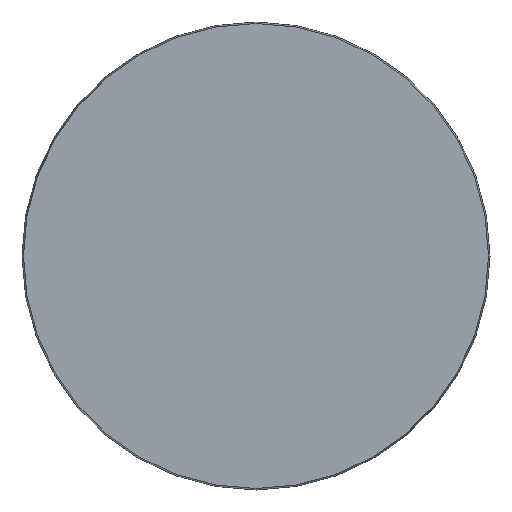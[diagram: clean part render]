
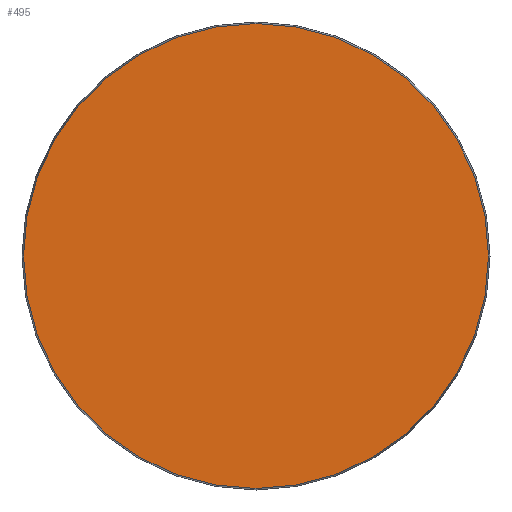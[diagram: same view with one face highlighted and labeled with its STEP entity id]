
A CAD part, front view. The second image highlights one B-rep face of the part: STEP entity #495.
In plain terms, the highlighted planar face has unit normal (0, -1, 0).
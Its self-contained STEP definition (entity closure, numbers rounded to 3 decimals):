
#78 = CIRCLE ( 'NONE', #272, 88.425 ) ;
#123 = VERTEX_POINT ( 'NONE', #126 ) ;
#126 = CARTESIAN_POINT ( 'NONE',  ( 0., 0., -88.425 ) ) ;
#245 = EDGE_LOOP ( 'NONE', ( #283 ) ) ;
#259 = CARTESIAN_POINT ( 'NONE',  ( -88.425, 0., 0. ) ) ;
#263 = PLANE ( 'NONE',  #435 ) ;
#272 = AXIS2_PLACEMENT_3D ( 'NONE', #350, #590, #354 ) ;
#283 = ORIENTED_EDGE ( 'NONE', *, *, #342, .T. ) ;
#342 = EDGE_CURVE ( 'NONE', #123, #123, #78, .T. ) ;
#350 = CARTESIAN_POINT ( 'NONE',  ( 0., 0., 0. ) ) ;
#354 = DIRECTION ( 'NONE',  ( 0., 0., -1. ) ) ;
#383 = FACE_OUTER_BOUND ( 'NONE', #245, .T. ) ;
#426 = DIRECTION ( 'NONE',  ( 0., 0., 1. ) ) ;
#435 = AXIS2_PLACEMENT_3D ( 'NONE', #259, #554, #426 ) ;
#495 = ADVANCED_FACE ( 'NONE', ( #383 ), #263, .F. ) ;
#554 = DIRECTION ( 'NONE',  ( 0., 1., 0. ) ) ;
#590 = DIRECTION ( 'NONE',  ( 0., -1., 0. ) ) ;
